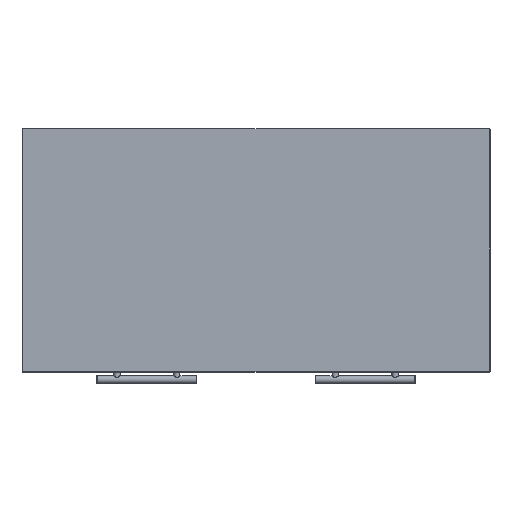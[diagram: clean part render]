
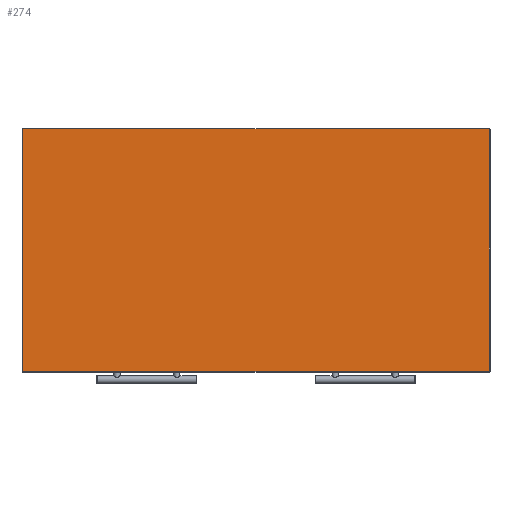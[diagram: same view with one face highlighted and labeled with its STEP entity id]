
A CAD part, top view. The second image highlights one B-rep face of the part: STEP entity #274.
In plain terms, the highlighted face is planar.
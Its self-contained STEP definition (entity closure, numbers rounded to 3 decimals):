
#274=ADVANCED_FACE('',(#382),#1620,.T.);
#382=FACE_OUTER_BOUND('',#494,.T.);
#494=EDGE_LOOP('',(#894,#895,#896,#897));
#894=ORIENTED_EDGE('',*,*,#1144,.T.);
#895=ORIENTED_EDGE('',*,*,#1154,.T.);
#896=ORIENTED_EDGE('',*,*,#1155,.T.);
#897=ORIENTED_EDGE('',*,*,#1156,.T.);
#1144=EDGE_CURVE('',#1525,#1524,#1354,.T.);
#1154=EDGE_CURVE('',#1524,#1534,#1364,.T.);
#1155=EDGE_CURVE('',#1534,#1535,#1365,.T.);
#1156=EDGE_CURVE('',#1535,#1525,#1366,.T.);
#1354=B_SPLINE_CURVE_WITH_KNOTS('',1,(#3193,#3194),.UNSPECIFIED.,.F.,.F.,
(2,2),(-748.,0.),.UNSPECIFIED.);
#1364=B_SPLINE_CURVE_WITH_KNOTS('',1,(#3213,#3214),.UNSPECIFIED.,.F.,.F.,
(2,2),(0.,389.),.UNSPECIFIED.);
#1365=B_SPLINE_CURVE_WITH_KNOTS('',1,(#3215,#3216),.UNSPECIFIED.,.F.,.F.,
(2,2),(0.,748.),.UNSPECIFIED.);
#1366=B_SPLINE_CURVE_WITH_KNOTS('',1,(#3217,#3218),.UNSPECIFIED.,.F.,.F.,
(2,2),(0.,389.),.UNSPECIFIED.);
#1524=VERTEX_POINT('',#3167);
#1525=VERTEX_POINT('',#3168);
#1534=VERTEX_POINT('',#3177);
#1535=VERTEX_POINT('',#3178);
#1620=PLANE('',#1952);
#1952=AXIS2_PLACEMENT_3D('',#2969,#2093,$);
#2093=DIRECTION('',(0.,1.,0.));
#2969=CARTESIAN_POINT('',(-448.8,20.,-233.9));
#3167=CARTESIAN_POINT('',(-374.,20.,-195.));
#3168=CARTESIAN_POINT('',(374.,20.,-195.));
#3177=CARTESIAN_POINT('',(-374.,20.,194.));
#3178=CARTESIAN_POINT('',(374.,20.,194.));
#3193=CARTESIAN_POINT('',(374.,20.,-195.));
#3194=CARTESIAN_POINT('',(-374.,20.,-195.));
#3213=CARTESIAN_POINT('',(-374.,20.,-195.));
#3214=CARTESIAN_POINT('',(-374.,20.,194.));
#3215=CARTESIAN_POINT('',(-374.,20.,194.));
#3216=CARTESIAN_POINT('',(374.,20.,194.));
#3217=CARTESIAN_POINT('',(374.,20.,194.));
#3218=CARTESIAN_POINT('',(374.,20.,-195.));
